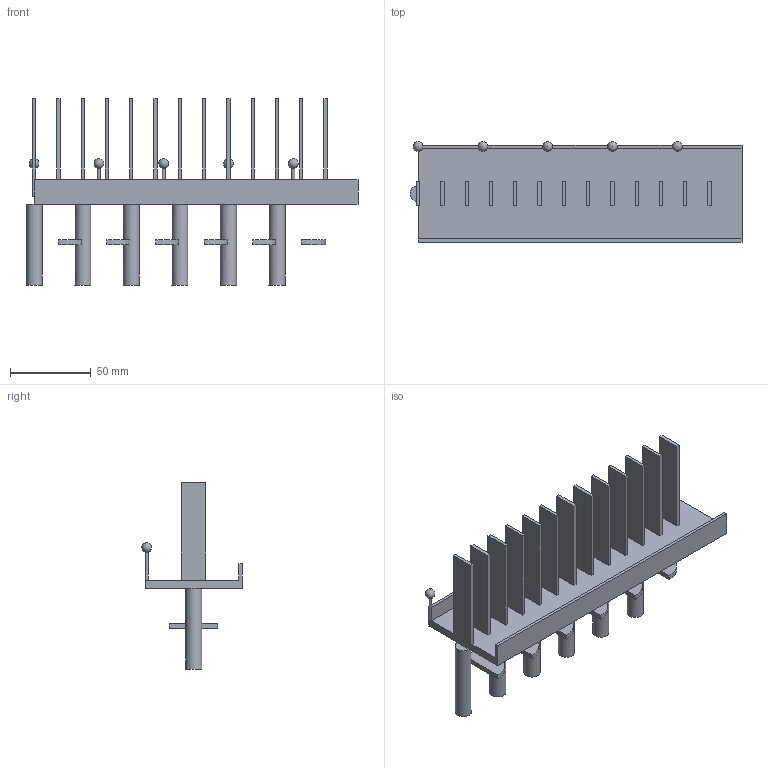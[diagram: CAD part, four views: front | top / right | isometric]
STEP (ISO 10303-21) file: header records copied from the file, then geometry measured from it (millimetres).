
FILE_DESCRIPTION(('Open CASCADE Model'),'2;1');
FILE_NAME('Open CASCADE Shape Model','2024-05-29T01:54:54',('Author'),( 'Open CASCADE'),'Open CASCADE STEP processor 7.7','Open CASCADE 7.7' ,'Unknown');
FILE_SCHEMA(('AUTOMOTIVE_DESIGN { 1 0 10303 214 1 1 1 1 }'));
Length unit declared in the file: millimetre
Products named in the file (3): Open CASCADE STEP translator 7.7 61; Open CASCADE STEP translator 7.7 61.1; Open CASCADE STEP translator 7.7 61.2
Assembly tree (2 placements, depth 2):
  Open CASCADE STEP translator 7.7 61
    Open CASCADE STEP translator 7.7 61.1
    Open CASCADE STEP translator 7.7 61.2
Bounding box: 205 x 61.99 x 115 mm (x, y, z)
Volume: 121468.9 mm3; surface area: 76410.1 mm2
Topology: 2 solids, 2 shells, 133 faces, 316 edges, 204 vertices
Faces by surface type: plane 106, cylinder 22, sphere 5
Full cylindrical faces by diameter (mm): 2 x5, 10 x6
Entity records: 7913 total; most frequent: CARTESIAN_POINT 1439, DIRECTION 1230, LINE 779, VECTOR 779, ORIENTED_EDGE 622, PCURVE 622, DEFINITIONAL_REPRESENTATION 622, EDGE_CURVE 311
